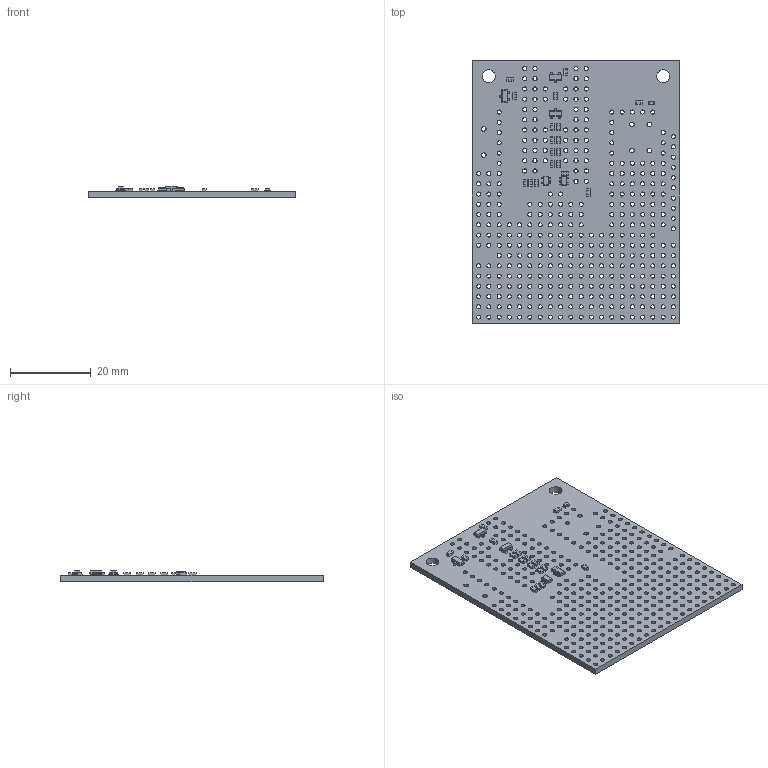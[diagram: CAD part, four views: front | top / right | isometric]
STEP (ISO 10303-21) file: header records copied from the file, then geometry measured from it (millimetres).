
FILE_DESCRIPTION (( 'STEP AP214' ), '1' );
FILE_NAME ('wixel-shield.step', '2017-12-29T01:15:42', ( '' ), ( '' ), 'SwSTEP 2.0', 'SolidWorks 2016', '' );
FILE_SCHEMA (( 'AUTOMOTIVE_DESIGN' ));
Length unit declared in the file: millimetre
Products named in the file (1): wixel-shield
Bounding box: 51.31 x 65.02 x 2.77 mm (x, y, z)
Volume: 4820 mm3; surface area: 8394.6 mm2
Topology: 1 solids, 1 shells, 1257 faces, 3486 edges, 2278 vertices
Faces by surface type: plane 626, cylinder 472, bspline 159
Full cylindrical faces by diameter (mm): 1.016 x344, 1.143 x6, 3.175 x2
Entity records: 59119 total; most frequent: CARTESIAN_POINT 13505, ORIENTED_EDGE 6268, DIRECTION 5822, EDGE_CURVE 3134, EDGE_LOOP 2390, VERTEX_POINT 2278, AXIS2_PLACEMENT_3D 1955, VECTOR 1912
